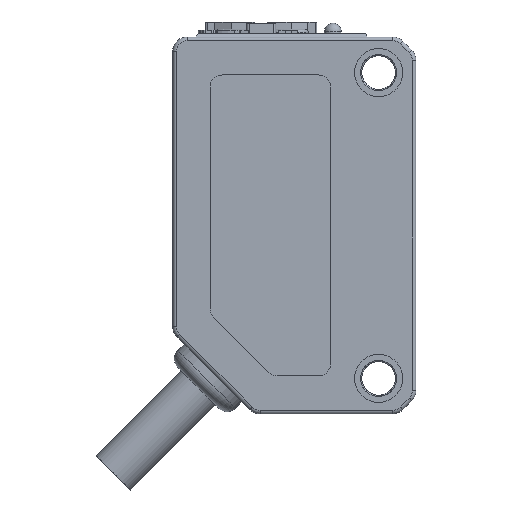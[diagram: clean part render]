
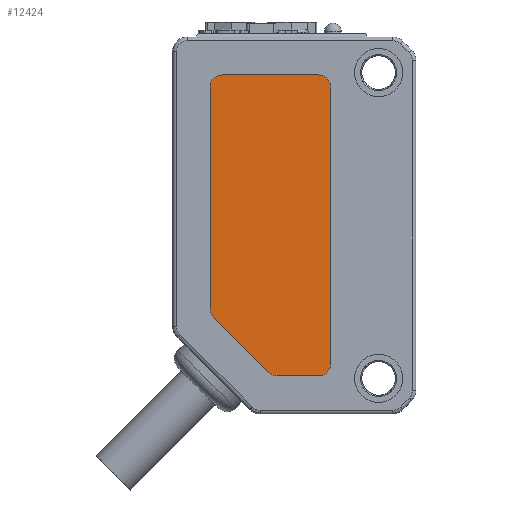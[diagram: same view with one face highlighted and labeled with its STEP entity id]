
A CAD part, front view. The second image highlights one B-rep face of the part: STEP entity #12424.
In plain terms, the highlighted planar face has unit normal (0, -1, 0).
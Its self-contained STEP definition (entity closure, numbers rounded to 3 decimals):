
#113 = AXIS2_PLACEMENT_3D ( 'NONE', #29735, #12868, #3173 ) ;
#156 = DIRECTION ( 'NONE',  ( 0., 0., -1. ) ) ;
#394 = EDGE_CURVE ( 'NONE', #28601, #22823, #3667, .T. ) ;
#1286 = CARTESIAN_POINT ( 'NONE',  ( -10.414, 0.05, -5.4 ) ) ;
#1579 = DIRECTION ( 'NONE',  ( 0., 0., 1. ) ) ;
#2022 = CARTESIAN_POINT ( 'NONE',  ( -10.414, 0.05, -28.4 ) ) ;
#2130 = DIRECTION ( 'NONE',  ( 0., 1., 0. ) ) ;
#2502 = CARTESIAN_POINT ( 'NONE',  ( -14.54, 0.05, -29.107 ) ) ;
#2701 = DIRECTION ( 'NONE',  ( 0., -1., 0. ) ) ;
#3173 = DIRECTION ( 'NONE',  ( 0., 0., -1. ) ) ;
#3248 = DIRECTION ( 'NONE',  ( -0.707, 0., -0.707 ) ) ;
#3408 = ORIENTED_EDGE ( 'NONE', *, *, #18737, .F. ) ;
#3667 = CIRCLE ( 'NONE', #8745, 1. ) ;
#3719 = VERTEX_POINT ( 'NONE', #11112 ) ;
#4051 = EDGE_LOOP ( 'NONE', ( #17982, #3408, #25057, #18068, #7418, #27240, #12383, #30126, #15067, #7729 ) ) ;
#4528 = EDGE_CURVE ( 'NONE', #19704, #22823, #25369, .T. ) ;
#4983 = CARTESIAN_POINT ( 'NONE',  ( -10.414, 0.05, -29.4 ) ) ;
#5319 = VECTOR ( 'NONE', #9493, 1000. ) ;
#5545 = PLANE ( 'NONE',  #9080 ) ;
#6339 = CARTESIAN_POINT ( 'NONE',  ( -13.833, 0.05, -29.4 ) ) ;
#6472 = CARTESIAN_POINT ( 'NONE',  ( -18.414, 0.05, -4.4 ) ) ;
#7274 = CARTESIAN_POINT ( 'NONE',  ( -10.414, 0.05, -4.4 ) ) ;
#7418 = ORIENTED_EDGE ( 'NONE', *, *, #4528, .T. ) ;
#7729 = ORIENTED_EDGE ( 'NONE', *, *, #12938, .F. ) ;
#8358 = CARTESIAN_POINT ( 'NONE',  ( -9.414, 0.05, -28.4 ) ) ;
#8642 = VERTEX_POINT ( 'NONE', #4983 ) ;
#8745 = AXIS2_PLACEMENT_3D ( 'NONE', #1286, #20850, #1579 ) ;
#9025 = DIRECTION ( 'NONE',  ( 1., 0., 0. ) ) ;
#9080 = AXIS2_PLACEMENT_3D ( 'NONE', #22273, #2701, #156 ) ;
#9439 = CARTESIAN_POINT ( 'NONE',  ( -19.414, 0.05, -23.819 ) ) ;
#9493 = DIRECTION ( 'NONE',  ( -0.707, 0., 0.707 ) ) ;
#9930 = VERTEX_POINT ( 'NONE', #6472 ) ;
#10028 = CARTESIAN_POINT ( 'NONE',  ( -19.414, 0.05, -5.4 ) ) ;
#10267 = CIRCLE ( 'NONE', #14328, 1. ) ;
#10435 = EDGE_CURVE ( 'NONE', #20867, #9930, #13892, .T. ) ;
#10489 = FACE_OUTER_BOUND ( 'NONE', #4051, .T. ) ;
#10576 = DIRECTION ( 'NONE',  ( 0., 0., 1. ) ) ;
#11112 = CARTESIAN_POINT ( 'NONE',  ( -13.833, 0.05, -29.4 ) ) ;
#11414 = DIRECTION ( 'NONE',  ( 0., 1., 0. ) ) ;
#11539 = CARTESIAN_POINT ( 'NONE',  ( -14.54, 0.05, -29.107 ) ) ;
#11671 = DIRECTION ( 'NONE',  ( -1., 0., 0. ) ) ;
#11765 = VECTOR ( 'NONE', #17196, 1000. ) ;
#12383 = ORIENTED_EDGE ( 'NONE', *, *, #24952, .T. ) ;
#12424 = ADVANCED_FACE ( 'NONE', ( #10489 ), #5545, .T. ) ;
#12614 = VERTEX_POINT ( 'NONE', #2502 ) ;
#12868 = DIRECTION ( 'NONE',  ( 0., 1., 0. ) ) ;
#12938 = EDGE_CURVE ( 'NONE', #31252, #15171, #20300, .T. ) ;
#13853 = VECTOR ( 'NONE', #21974, 1000. ) ;
#13892 = CIRCLE ( 'NONE', #17992, 1. ) ;
#14328 = AXIS2_PLACEMENT_3D ( 'NONE', #2022, #11414, #9025 ) ;
#14364 = EDGE_CURVE ( 'NONE', #3719, #8642, #27811, .T. ) ;
#14651 = LINE ( 'NONE', #10028, #11765 ) ;
#15067 = ORIENTED_EDGE ( 'NONE', *, *, #15780, .T. ) ;
#15171 = VERTEX_POINT ( 'NONE', #9439 ) ;
#15780 = EDGE_CURVE ( 'NONE', #20867, #15171, #14651, .T. ) ;
#15797 = CARTESIAN_POINT ( 'NONE',  ( -18.414, 0.05, -23.819 ) ) ;
#16043 = DIRECTION ( 'NONE',  ( 1., 0., 0. ) ) ;
#16217 = AXIS2_PLACEMENT_3D ( 'NONE', #15797, #22808, #3248 ) ;
#16552 = EDGE_CURVE ( 'NONE', #19704, #8642, #10267, .T. ) ;
#17196 = DIRECTION ( 'NONE',  ( 0., 0., -1. ) ) ;
#17982 = ORIENTED_EDGE ( 'NONE', *, *, #27847, .F. ) ;
#17992 = AXIS2_PLACEMENT_3D ( 'NONE', #19334, #2130, #11671 ) ;
#18068 = ORIENTED_EDGE ( 'NONE', *, *, #16552, .F. ) ;
#18458 = CIRCLE ( 'NONE', #113, 1. ) ;
#18737 = EDGE_CURVE ( 'NONE', #3719, #12614, #18458, .T. ) ;
#19304 = VECTOR ( 'NONE', #10576, 1000. ) ;
#19334 = CARTESIAN_POINT ( 'NONE',  ( -18.414, 0.05, -5.4 ) ) ;
#19704 = VERTEX_POINT ( 'NONE', #26210 ) ;
#19919 = CARTESIAN_POINT ( 'NONE',  ( -9.414, 0.05, -5.4 ) ) ;
#20269 = CARTESIAN_POINT ( 'NONE',  ( -19.121, 0.05, -24.526 ) ) ;
#20300 = CIRCLE ( 'NONE', #16217, 1. ) ;
#20850 = DIRECTION ( 'NONE',  ( 0., 1., 0. ) ) ;
#20867 = VERTEX_POINT ( 'NONE', #26497 ) ;
#21487 = CARTESIAN_POINT ( 'NONE',  ( -10.414, 0.05, -4.4 ) ) ;
#21810 = LINE ( 'NONE', #21487, #13853 ) ;
#21974 = DIRECTION ( 'NONE',  ( -1., 0., 0. ) ) ;
#22273 = CARTESIAN_POINT ( 'NONE',  ( 17.586, 0.05, -83.74 ) ) ;
#22808 = DIRECTION ( 'NONE',  ( 0., 1., 0. ) ) ;
#22823 = VERTEX_POINT ( 'NONE', #19919 ) ;
#24952 = EDGE_CURVE ( 'NONE', #28601, #9930, #21810, .T. ) ;
#25057 = ORIENTED_EDGE ( 'NONE', *, *, #14364, .T. ) ;
#25369 = LINE ( 'NONE', #8358, #19304 ) ;
#26210 = CARTESIAN_POINT ( 'NONE',  ( -9.414, 0.05, -28.4 ) ) ;
#26497 = CARTESIAN_POINT ( 'NONE',  ( -19.414, 0.05, -5.4 ) ) ;
#27240 = ORIENTED_EDGE ( 'NONE', *, *, #394, .F. ) ;
#27811 = LINE ( 'NONE', #6339, #29542 ) ;
#27847 = EDGE_CURVE ( 'NONE', #12614, #31252, #29213, .T. ) ;
#28601 = VERTEX_POINT ( 'NONE', #7274 ) ;
#29213 = LINE ( 'NONE', #11539, #5319 ) ;
#29542 = VECTOR ( 'NONE', #16043, 1000. ) ;
#29735 = CARTESIAN_POINT ( 'NONE',  ( -13.833, 0.05, -28.4 ) ) ;
#30126 = ORIENTED_EDGE ( 'NONE', *, *, #10435, .F. ) ;
#31252 = VERTEX_POINT ( 'NONE', #20269 ) ;
